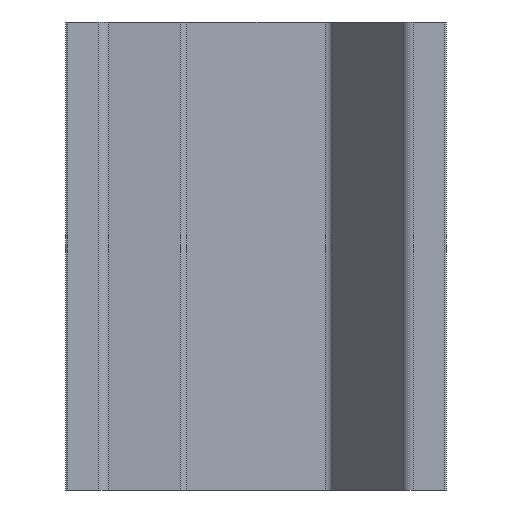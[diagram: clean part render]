
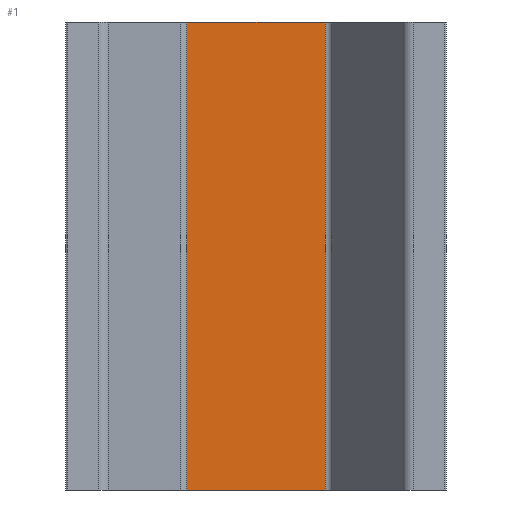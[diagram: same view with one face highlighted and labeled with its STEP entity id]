
A CAD part, front view. The second image highlights one B-rep face of the part: STEP entity #1.
In plain terms, the highlighted planar face has unit normal (0, -1, 0).
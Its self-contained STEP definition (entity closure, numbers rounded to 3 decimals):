
#1 = ADVANCED_FACE ( 'NONE', ( #667 ), #663, .F. ) ;
#2 = EDGE_CURVE ( 'NONE', #179, #532, #726, .T. ) ;
#3 = ORIENTED_EDGE ( 'NONE', *, *, #2, .F. ) ;
#176 = VERTEX_POINT ( 'NONE', #927 ) ;
#179 = VERTEX_POINT ( 'NONE', #1000 ) ;
#189 = EDGE_CURVE ( 'NONE', #176, #179, #991, .T. ) ;
#482 = EDGE_CURVE ( 'NONE', #501, #532, #1487, .T. ) ;
#501 = VERTEX_POINT ( 'NONE', #1507 ) ;
#532 = VERTEX_POINT ( 'NONE', #1578 ) ;
#663 = PLANE ( 'NONE',  #724 ) ;
#667 = FACE_OUTER_BOUND ( 'NONE', #2154, .T. ) ;
#717 = DIRECTION ( 'NONE',  ( 0., 0., -1. ) ) ;
#718 = VECTOR ( 'NONE', #717, 1000. ) ;
#721 = DIRECTION ( 'NONE',  ( -1., 0., 0. ) ) ;
#722 = DIRECTION ( 'NONE',  ( 0., 1., 0. ) ) ;
#723 = CARTESIAN_POINT ( 'NONE',  ( -17.743, 28., 120. ) ) ;
#724 = AXIS2_PLACEMENT_3D ( 'NONE', #723, #722, #721 ) ;
#725 = CARTESIAN_POINT ( 'NONE',  ( 17.743, 28., 120. ) ) ;
#726 = LINE ( 'NONE', #725, #718 ) ;
#927 = CARTESIAN_POINT ( 'NONE',  ( -17.743, 28., 120. ) ) ;
#982 = DIRECTION ( 'NONE',  ( 1., 0., 0. ) ) ;
#983 = VECTOR ( 'NONE', #982, 1000. ) ;
#986 = CARTESIAN_POINT ( 'NONE',  ( -17.743, 28., 120. ) ) ;
#991 = LINE ( 'NONE', #986, #983 ) ;
#1000 = CARTESIAN_POINT ( 'NONE',  ( 17.743, 28., 120. ) ) ;
#1484 = DIRECTION ( 'NONE',  ( 1., 0., 0. ) ) ;
#1485 = VECTOR ( 'NONE', #1484, 1000. ) ;
#1486 = CARTESIAN_POINT ( 'NONE',  ( -17.743, 28., 0. ) ) ;
#1487 = LINE ( 'NONE', #1486, #1485 ) ;
#1507 = CARTESIAN_POINT ( 'NONE',  ( -17.743, 28., 0. ) ) ;
#1578 = CARTESIAN_POINT ( 'NONE',  ( 17.743, 28., 0. ) ) ;
#1963 = DIRECTION ( 'NONE',  ( 0., 0., -1. ) ) ;
#1964 = VECTOR ( 'NONE', #1963, 1000. ) ;
#1965 = CARTESIAN_POINT ( 'NONE',  ( -17.743, 28., 120. ) ) ;
#1966 = LINE ( 'NONE', #1965, #1964 ) ;
#2154 = EDGE_LOOP ( 'NONE', ( #2164, #3, #2158, #2156 ) ) ;
#2156 = ORIENTED_EDGE ( 'NONE', *, *, #2162, .T. ) ;
#2158 = ORIENTED_EDGE ( 'NONE', *, *, #189, .F. ) ;
#2162 = EDGE_CURVE ( 'NONE', #176, #501, #1966, .T. ) ;
#2164 = ORIENTED_EDGE ( 'NONE', *, *, #482, .T. ) ;
